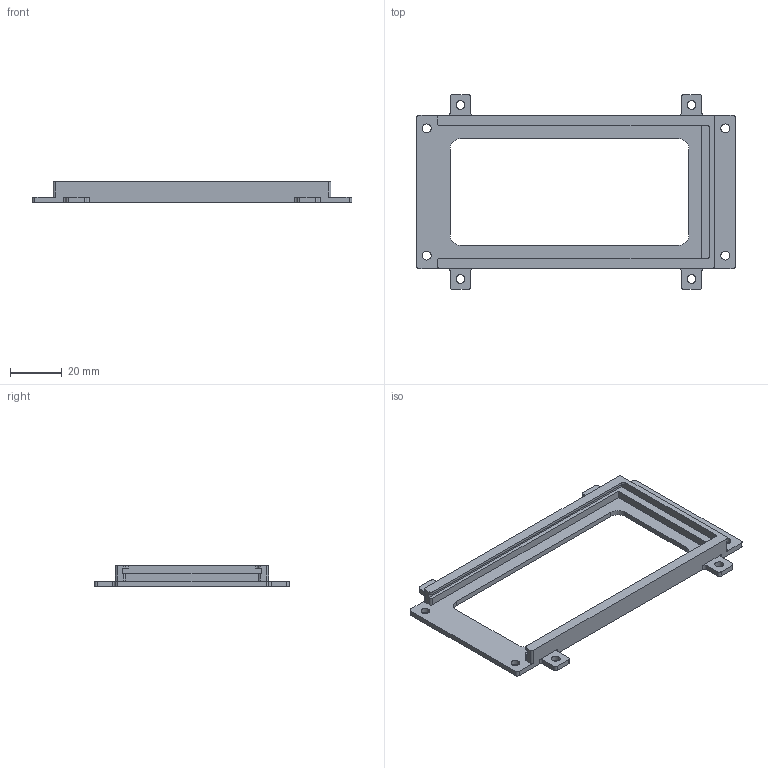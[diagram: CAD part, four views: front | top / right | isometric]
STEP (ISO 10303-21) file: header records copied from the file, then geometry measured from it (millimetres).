
FILE_DESCRIPTION(('FreeCAD Model'),'2;1');
FILE_NAME('Open CASCADE Shape Model','2022-12-29T20:32:19',(''),(''), 'Open CASCADE STEP processor 7.6','FreeCAD','Unknown');
FILE_SCHEMA(('AUTOMOTIVE_DESIGN { 1 0 10303 214 1 1 1 1 }'));
Length unit declared in the file: millimetre
Products named in the file (1): arduino_baseplate
Bounding box: 123 x 75 x 8 mm (x, y, z)
Volume: 12975 mm3; surface area: 12697.9 mm2
Topology: 1 solids, 1 shells, 84 faces, 254 edges, 172 vertices
Faces by surface type: plane 42, cylinder 42
Full cylindrical faces by diameter (mm): 3.4 x8
Entity records: 6368 total; most frequent: CARTESIAN_POINT 1302, DIRECTION 958, LINE 581, VECTOR 581, ORIENTED_EDGE 508, PCURVE 508, DEFINITIONAL_REPRESENTATION 508, EDGE_CURVE 254
